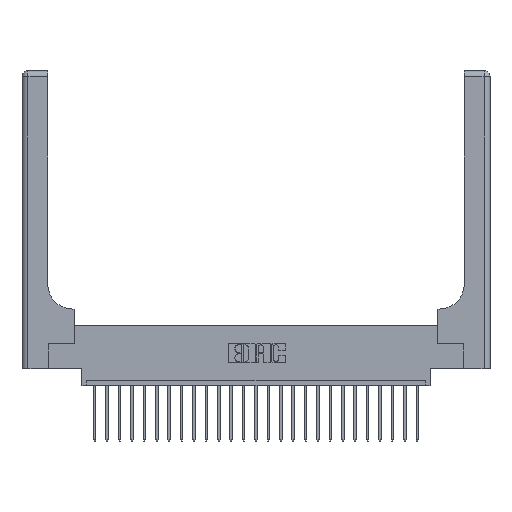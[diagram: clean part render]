
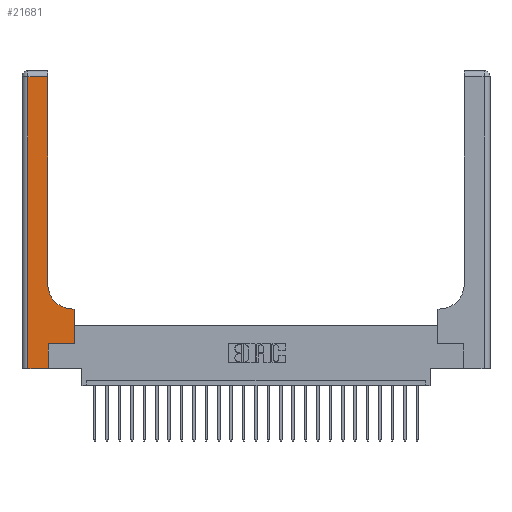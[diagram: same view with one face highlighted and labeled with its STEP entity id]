
A CAD part, top view. The second image highlights one B-rep face of the part: STEP entity #21681.
In plain terms, the highlighted planar face has unit normal (0, 0, 1).
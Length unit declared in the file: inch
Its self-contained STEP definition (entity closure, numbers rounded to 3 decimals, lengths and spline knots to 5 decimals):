
#424 = CARTESIAN_POINT ( 'NONE',  ( 0.528, 0.25, 0.37 ) ) ;
#521 = CARTESIAN_POINT ( 'NONE',  ( 0.265, 0.25, 0.37 ) ) ;
#656 = EDGE_CURVE ( 'NONE', #6415, #13084, #23682, .T. ) ;
#899 = ORIENTED_EDGE ( 'NONE', *, *, #9656, .T. ) ;
#1048 = VERTEX_POINT ( 'NONE', #17331 ) ;
#1390 = CARTESIAN_POINT ( 'NONE',  ( 0.26, 2.94, 0.37 ) ) ;
#2034 = CARTESIAN_POINT ( 'NONE',  ( 0., 0., 0.37 ) ) ;
#2814 = VECTOR ( 'NONE', #20521, 39.37008 ) ;
#3253 = ORIENTED_EDGE ( 'NONE', *, *, #4247, .T. ) ;
#3436 = VECTOR ( 'NONE', #15767, 39.37008 ) ;
#3582 = CARTESIAN_POINT ( 'NONE',  ( 0.265, 0.25, 0.37 ) ) ;
#3913 = CARTESIAN_POINT ( 'NONE',  ( 0.26, 3., 0.37 ) ) ;
#4247 = EDGE_CURVE ( 'NONE', #13418, #6415, #4636, .T. ) ;
#4486 = ORIENTED_EDGE ( 'NONE', *, *, #15101, .T. ) ;
#4598 = PLANE ( 'NONE',  #22091 ) ;
#4636 = LINE ( 'NONE', #8519, #16590 ) ;
#5334 = VERTEX_POINT ( 'NONE', #521 ) ;
#6213 = LINE ( 'NONE', #3913, #18448 ) ;
#6415 = VERTEX_POINT ( 'NONE', #21839 ) ;
#6765 = VERTEX_POINT ( 'NONE', #8657 ) ;
#7009 = ORIENTED_EDGE ( 'NONE', *, *, #12101, .T. ) ;
#7983 = DIRECTION ( 'NONE',  ( 0., 1., 0. ) ) ;
#8380 = CIRCLE ( 'NONE', #10461, 0.25 ) ;
#8519 = CARTESIAN_POINT ( 'NONE',  ( 0.06, 3., 0.37 ) ) ;
#8547 = CARTESIAN_POINT ( 'NONE',  ( 0.51, 0.85, 0.37 ) ) ;
#8657 = CARTESIAN_POINT ( 'NONE',  ( 0.528, 0.25, 0.37 ) ) ;
#9656 = EDGE_CURVE ( 'NONE', #1048, #13350, #6213, .T. ) ;
#10207 = DIRECTION ( 'NONE',  ( -1., 0., 0. ) ) ;
#10461 = AXIS2_PLACEMENT_3D ( 'NONE', #8547, #17873, #21620 ) ;
#10851 = EDGE_LOOP ( 'NONE', ( #899, #16565, #3253, #21506, #23714, #18358, #4486, #7009, #20697 ) ) ;
#11275 = CARTESIAN_POINT ( 'NONE',  ( 0.06, 2.94, 0.37 ) ) ;
#11666 = EDGE_CURVE ( 'NONE', #5334, #6765, #13482, .T. ) ;
#12101 = EDGE_CURVE ( 'NONE', #19416, #22286, #22061, .T. ) ;
#12173 = DIRECTION ( 'NONE',  ( 0., 1., 0. ) ) ;
#13084 = VERTEX_POINT ( 'NONE', #21978 ) ;
#13350 = VERTEX_POINT ( 'NONE', #1390 ) ;
#13418 = VERTEX_POINT ( 'NONE', #11275 ) ;
#13482 = LINE ( 'NONE', #3582, #22749 ) ;
#14264 = LINE ( 'NONE', #16082, #3436 ) ;
#14486 = CARTESIAN_POINT ( 'NONE',  ( 0.26, 0.6, 0.37 ) ) ;
#14632 = VECTOR ( 'NONE', #12173, 39.37008 ) ;
#15096 = DIRECTION ( 'NONE',  ( 1., 0., 0. ) ) ;
#15101 = EDGE_CURVE ( 'NONE', #6765, #19416, #21673, .T. ) ;
#15767 = DIRECTION ( 'NONE',  ( -1., 0., 0. ) ) ;
#16082 = CARTESIAN_POINT ( 'NONE',  ( 0., 2.94, 0.37 ) ) ;
#16565 = ORIENTED_EDGE ( 'NONE', *, *, #17755, .T. ) ;
#16590 = VECTOR ( 'NONE', #17013, 39.37008 ) ;
#16632 = DIRECTION ( 'NONE',  ( 1., 0., 0. ) ) ;
#16736 = VECTOR ( 'NONE', #17236, 39.37008 ) ;
#17013 = DIRECTION ( 'NONE',  ( 0., -1., 0. ) ) ;
#17236 = DIRECTION ( 'NONE',  ( 0., 1., 0. ) ) ;
#17331 = CARTESIAN_POINT ( 'NONE',  ( 0.26, 0.85, 0.37 ) ) ;
#17639 = CARTESIAN_POINT ( 'NONE',  ( 0., 3., 0.37 ) ) ;
#17727 = EDGE_CURVE ( 'NONE', #22286, #1048, #8380, .T. ) ;
#17755 = EDGE_CURVE ( 'NONE', #13350, #13418, #14264, .T. ) ;
#17873 = DIRECTION ( 'NONE',  ( 0., 0., -1. ) ) ;
#17877 = CARTESIAN_POINT ( 'NONE',  ( 0.265, 0., 0.37 ) ) ;
#17885 = VECTOR ( 'NONE', #15096, 39.37008 ) ;
#18292 = CARTESIAN_POINT ( 'NONE',  ( 0.51, 0.6, 0.37 ) ) ;
#18358 = ORIENTED_EDGE ( 'NONE', *, *, #11666, .T. ) ;
#18448 = VECTOR ( 'NONE', #7983, 39.37008 ) ;
#19416 = VERTEX_POINT ( 'NONE', #21641 ) ;
#19486 = DIRECTION ( 'NONE',  ( 0., 0., -1. ) ) ;
#19549 = LINE ( 'NONE', #17877, #14632 ) ;
#20272 = EDGE_CURVE ( 'NONE', #13084, #5334, #19549, .T. ) ;
#20521 = DIRECTION ( 'NONE',  ( -1., 0., 0. ) ) ;
#20697 = ORIENTED_EDGE ( 'NONE', *, *, #17727, .T. ) ;
#21506 = ORIENTED_EDGE ( 'NONE', *, *, #656, .T. ) ;
#21620 = DIRECTION ( 'NONE',  ( 1., 0., 0. ) ) ;
#21641 = CARTESIAN_POINT ( 'NONE',  ( 0.528, 0.6, 0.37 ) ) ;
#21673 = LINE ( 'NONE', #424, #16736 ) ;
#21681 = ADVANCED_FACE ( 'NONE', ( #22163 ), #4598, .F. ) ;
#21839 = CARTESIAN_POINT ( 'NONE',  ( 0.06, 0., 0.37 ) ) ;
#21978 = CARTESIAN_POINT ( 'NONE',  ( 0.265, 0., 0.37 ) ) ;
#22061 = LINE ( 'NONE', #14486, #2814 ) ;
#22091 = AXIS2_PLACEMENT_3D ( 'NONE', #17639, #19486, #10207 ) ;
#22163 = FACE_OUTER_BOUND ( 'NONE', #10851, .T. ) ;
#22286 = VERTEX_POINT ( 'NONE', #18292 ) ;
#22749 = VECTOR ( 'NONE', #16632, 39.37008 ) ;
#23682 = LINE ( 'NONE', #2034, #17885 ) ;
#23714 = ORIENTED_EDGE ( 'NONE', *, *, #20272, .T. ) ;
